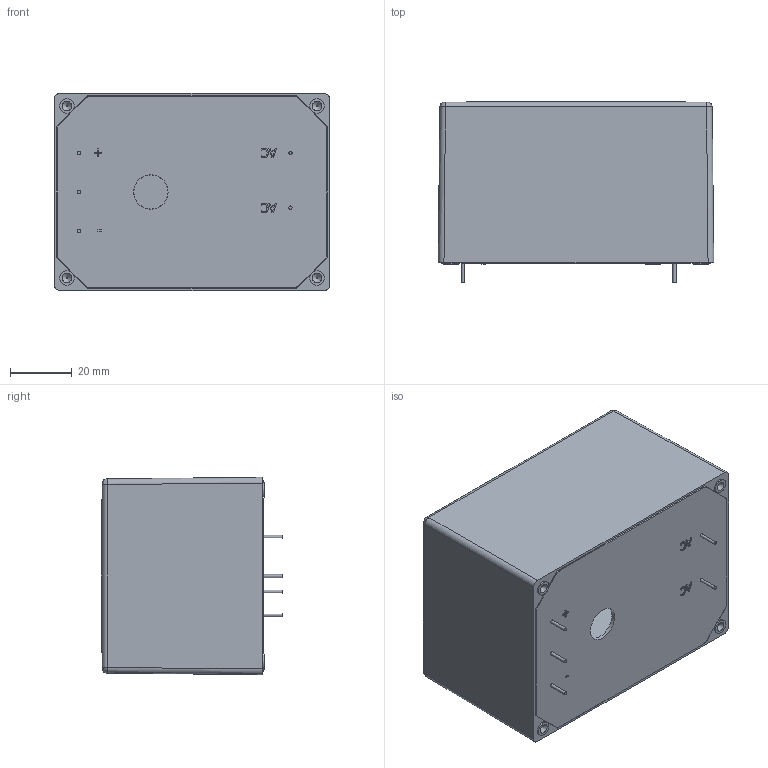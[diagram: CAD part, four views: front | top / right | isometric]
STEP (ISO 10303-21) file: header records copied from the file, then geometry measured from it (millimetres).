
FILE_DESCRIPTION((''),'2;1');
FILE_NAME('EL-20.stp','2012-06-14T10:37:48',('JCD'),('ENGINEERING'),'Autodesk Inventor 2013','Autodesk Inventor 2013','ACOPIAN TECHNICAL COMPANY');
FILE_SCHEMA(('AUTOMOTIVE_DESIGN { 1 0 10303 214 1 1 1 1 }'));
Length unit declared in the file: inch
Products named in the file (5): old eb-20; old encap case-03; OLD LID PLUG; EL Pin; decal mini EL
Assembly tree (8 placements, depth 2):
  old eb-20
    old encap case-03
    OLD LID PLUG
    EL Pin  x5
    decal mini EL
Bounding box: 89.53 x 59.08 x 64.14 mm (x, y, z)
Volume: 45938.9 mm3; surface area: 59067.7 mm2
Topology: 8 solids, 8 shells, 1131 faces, 2943 edges, 1942 vertices
Faces by surface type: plane 719, bspline 304, cylinder 75, cone 20, sphere 8, torus 5
Full cylindrical faces by diameter (mm): 1.016 x5, 1.067 x5, 1.295 x1, 2.54 x4, 4.686 x4, 4.981 x5
Entity records: 36467 total; most frequent: CARTESIAN_POINT 10782, ORIENTED_EDGE 5760, DIRECTION 4108, EDGE_CURVE 2880, VECTOR 2092, LINE 2092, VERTEX_POINT 1920, EDGE_LOOP 1267
